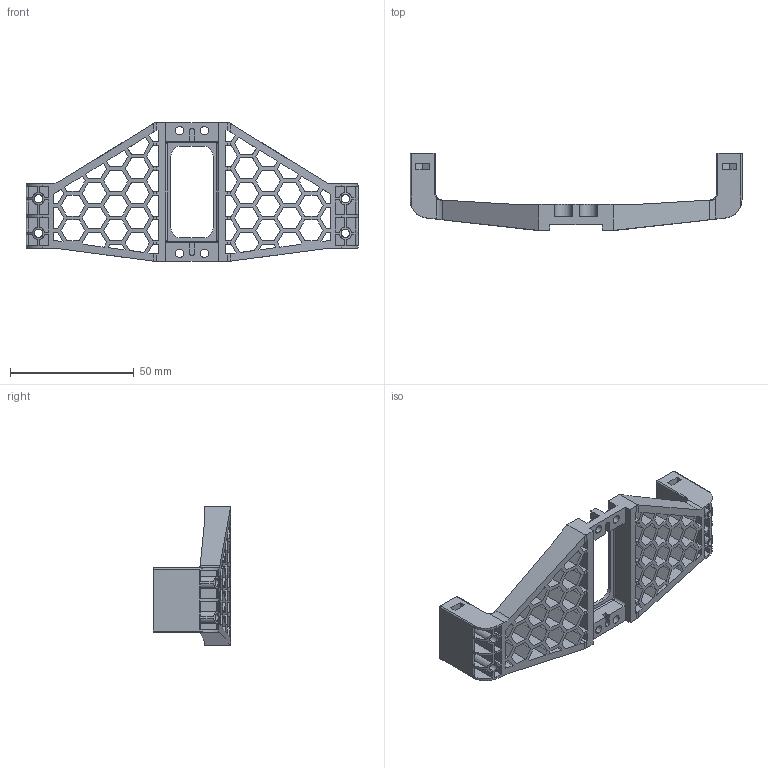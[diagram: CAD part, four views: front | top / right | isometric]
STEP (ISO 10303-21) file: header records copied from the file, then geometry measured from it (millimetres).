
FILE_DESCRIPTION (( 'STEP AP214' ), '1' );
FILE_NAME ('蚰忒假蚾啣.STEP', '2025-03-12T02:23:19', ( 'Microsoft' ), ( 'Microsoft' ), 'SwSTEP 2.0', 'SolidWorks 2023', '' );
FILE_SCHEMA (( 'AUTOMOTIVE_DESIGN' ));
Length unit declared in the file: millimetre
Products named in the file (1): 抓手安装板
Bounding box: 134 x 31.2 x 56 mm (x, y, z)
Volume: 25115.3 mm3; surface area: 30094.9 mm2
Topology: 1 solids, 1 shells, 566 faces, 1746 edges, 1150 vertices
Faces by surface type: plane 444, cylinder 108, bspline 10, torus 4
Entity records: 20209 total; most frequent: CARTESIAN_POINT 4579, ORIENTED_EDGE 3484, DIRECTION 2930, EDGE_CURVE 1742, LINE 1412, VECTOR 1412, VERTEX_POINT 1150, AXIS2_PLACEMENT_3D 759
